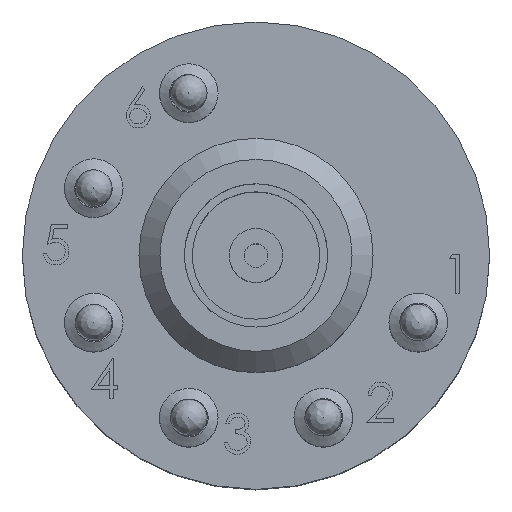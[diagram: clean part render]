
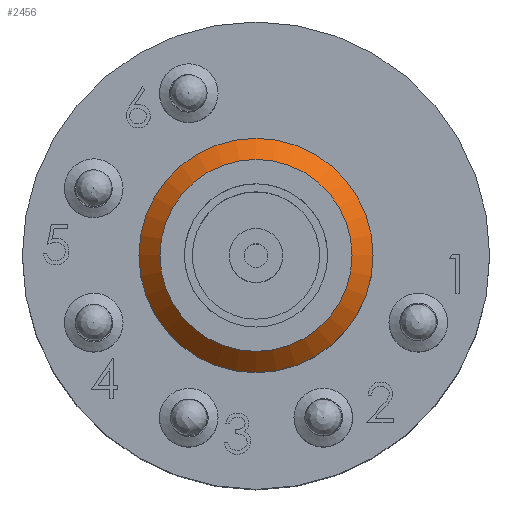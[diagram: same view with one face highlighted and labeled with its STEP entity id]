
A CAD part, top view. The second image highlights one B-rep face of the part: STEP entity #2456.
In plain terms, the highlighted conical face has half-angle 45 degrees and reference radius 6.35 mm.
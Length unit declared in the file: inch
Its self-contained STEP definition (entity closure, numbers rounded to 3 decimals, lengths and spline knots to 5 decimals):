
#452=CONICAL_SURFACE($,#2665,0.25,45.);
#573=FACE_BOUND($,#835,.T.);
#648=FACE_OUTER_BOUND($,#834,.T.);
#834=EDGE_LOOP($,(#1762));
#835=EDGE_LOOP($,(#1763));
#1063=CIRCLE($,#2666,0.205);
#1064=CIRCLE($,#2667,0.25);
#1151=VERTEX_POINT($,#3494);
#1152=VERTEX_POINT($,#3496);
#1409=EDGE_CURVE($,#1151,#1151,#1063,.T.);
#1410=EDGE_CURVE($,#1152,#1152,#1064,.T.);
#1762=ORIENTED_EDGE($,*,*,#1409,.F.);
#1763=ORIENTED_EDGE($,*,*,#1410,.F.);
#2456=ADVANCED_FACE($,(#648,#573),#452,.T.);
#2665=AXIS2_PLACEMENT_3D($,#3493,#2921,#2922);
#2666=AXIS2_PLACEMENT_3D($,#3495,#2923,#2924);
#2667=AXIS2_PLACEMENT_3D($,#3497,#2925,#2926);
#2921=DIRECTION('center_axis',(0.,0.,-1.));
#2922=DIRECTION('ref_axis',(-1.,0.,0.));
#2923=DIRECTION('center_axis',(0.,0.,1.));
#2924=DIRECTION('ref_axis',(1.,0.,0.));
#2925=DIRECTION('center_axis',(0.,0.,-1.));
#2926=DIRECTION('ref_axis',(1.,0.,0.));
#3493=CARTESIAN_POINT('Origin',(0.,0.,
0.945));
#3494=CARTESIAN_POINT('',(-0.205,0.,0.99));
#3495=CARTESIAN_POINT('Origin',(0.,0.,
0.99));
#3496=CARTESIAN_POINT('',(-0.25,0.,0.945));
#3497=CARTESIAN_POINT('Origin',(0.,0.,
0.945));
